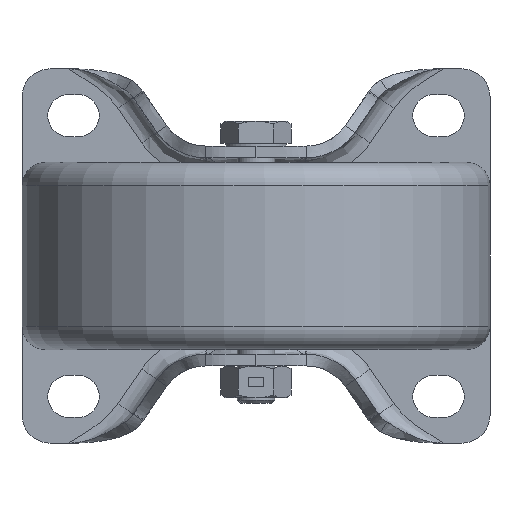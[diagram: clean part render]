
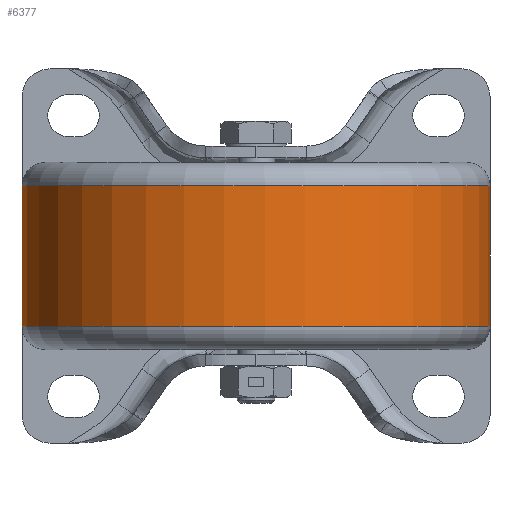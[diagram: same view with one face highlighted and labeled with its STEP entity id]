
A CAD part, front view. The second image highlights one B-rep face of the part: STEP entity #6377.
In plain terms, the highlighted cylindrical face has radius 50 mm (diameter 100 mm), a partial arc.
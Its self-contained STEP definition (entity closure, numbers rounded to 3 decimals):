
#248 = CARTESIAN_POINT ( 'NONE',  ( 49.967, -73.172, 15. ) ) ;
#650 = CARTESIAN_POINT ( 'NONE',  ( 0., -75., -15. ) ) ;
#1221 = CARTESIAN_POINT ( 'NONE',  ( -49.967, -76.828, 15. ) ) ;
#1572 = EDGE_CURVE ( 'NONE', #11855, #14767, #21267, .T. ) ;
#2313 = ORIENTED_EDGE ( 'NONE', *, *, #4280, .T. ) ;
#3770 = FACE_OUTER_BOUND ( 'NONE', #10634, .T. ) ;
#4280 = EDGE_CURVE ( 'NONE', #8190, #15461, #17726, .T. ) ;
#4462 = ORIENTED_EDGE ( 'NONE', *, *, #17831, .F. ) ;
#6283 = CYLINDRICAL_SURFACE ( 'NONE', #20007, 50. ) ;
#6377 = ADVANCED_FACE ( 'NONE', ( #3770 ), #6283, .T. ) ;
#7176 = VECTOR ( 'NONE', #19731, 1000. ) ;
#7309 = ORIENTED_EDGE ( 'NONE', *, *, #1572, .T. ) ;
#7546 = DIRECTION ( 'NONE',  ( 0., 0., 1. ) ) ;
#8190 = VERTEX_POINT ( 'NONE', #9417 ) ;
#8299 = CARTESIAN_POINT ( 'NONE',  ( -49.967, -76.828, 40.585 ) ) ;
#9417 = CARTESIAN_POINT ( 'NONE',  ( -49.967, -76.828, -15. ) ) ;
#10325 = LINE ( 'NONE', #13962, #7176 ) ;
#10634 = EDGE_LOOP ( 'NONE', ( #4462, #2313, #20025, #7309 ) ) ;
#10846 = DIRECTION ( 'NONE',  ( -0.999, -0.037, 0. ) ) ;
#11816 = LINE ( 'NONE', #8299, #14189 ) ;
#11855 = VERTEX_POINT ( 'NONE', #248 ) ;
#12311 = AXIS2_PLACEMENT_3D ( 'NONE', #16318, #22073, #10846 ) ;
#13056 = AXIS2_PLACEMENT_3D ( 'NONE', #650, #19014, #22799 ) ;
#13066 = EDGE_CURVE ( 'NONE', #15461, #11855, #10325, .T. ) ;
#13634 = DIRECTION ( 'NONE',  ( 0., 0., 1. ) ) ;
#13962 = CARTESIAN_POINT ( 'NONE',  ( 49.967, -73.172, 40.585 ) ) ;
#14189 = VECTOR ( 'NONE', #13634, 1000. ) ;
#14767 = VERTEX_POINT ( 'NONE', #1221 ) ;
#14956 = DIRECTION ( 'NONE',  ( 0.999, 0.037, 0. ) ) ;
#15461 = VERTEX_POINT ( 'NONE', #18961 ) ;
#16318 = CARTESIAN_POINT ( 'NONE',  ( 0., -75., 15. ) ) ;
#17726 = CIRCLE ( 'NONE', #13056, 50. ) ;
#17831 = EDGE_CURVE ( 'NONE', #8190, #14767, #11816, .T. ) ;
#18961 = CARTESIAN_POINT ( 'NONE',  ( 49.967, -73.172, -15. ) ) ;
#19014 = DIRECTION ( 'NONE',  ( 0., 0., 1. ) ) ;
#19731 = DIRECTION ( 'NONE',  ( 0., 0., 1. ) ) ;
#20007 = AXIS2_PLACEMENT_3D ( 'NONE', #21124, #7546, #14956 ) ;
#20025 = ORIENTED_EDGE ( 'NONE', *, *, #13066, .T. ) ;
#21124 = CARTESIAN_POINT ( 'NONE',  ( 0., -75., 40.585 ) ) ;
#21267 = CIRCLE ( 'NONE', #12311, 50. ) ;
#22073 = DIRECTION ( 'NONE',  ( 0., 0., -1. ) ) ;
#22799 = DIRECTION ( 'NONE',  ( 0.999, 0.037, 0. ) ) ;
